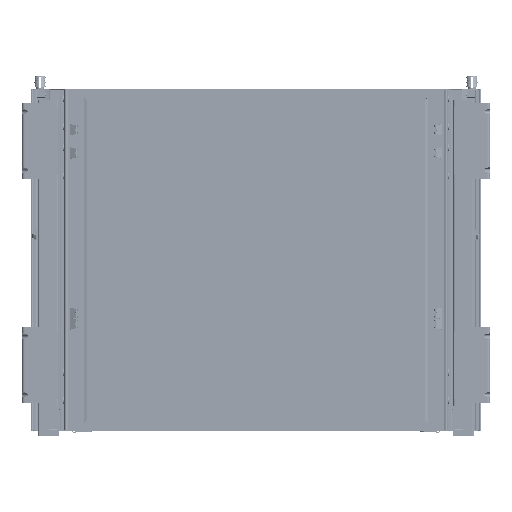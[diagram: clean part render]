
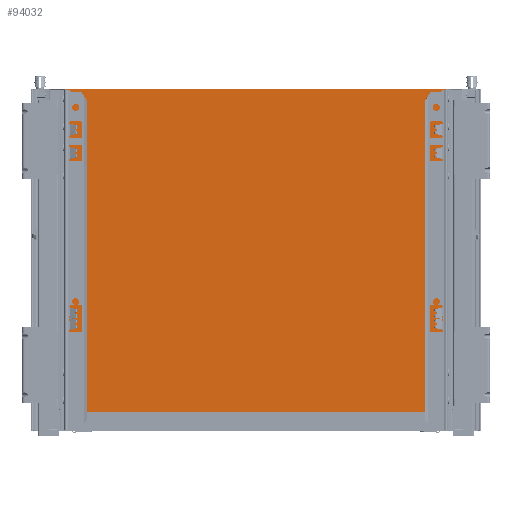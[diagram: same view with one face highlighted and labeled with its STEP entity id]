
A CAD part, front view. The second image highlights one B-rep face of the part: STEP entity #94032.
In plain terms, the highlighted face is planar.
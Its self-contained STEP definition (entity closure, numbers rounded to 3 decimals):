
#4752=PLANE('',#102700);
#9172=FACE_OUTER_BOUND('',#14599,.T.);
#14599=EDGE_LOOP('',(#79637,#79638,#79639,#79640));
#22731=LINE('',#176300,#31969);
#22735=LINE('',#176308,#31973);
#22738=LINE('',#176314,#31976);
#22741=LINE('',#176319,#31979);
#31969=VECTOR('',#124177,10.);
#31973=VECTOR('',#124183,10.);
#31976=VECTOR('',#124188,10.);
#31979=VECTOR('',#124193,10.);
#43962=VERTEX_POINT('',#176298);
#43963=VERTEX_POINT('',#176299);
#43966=VERTEX_POINT('',#176307);
#43968=VERTEX_POINT('',#176313);
#56238=EDGE_CURVE('',#43962,#43963,#22731,.T.);
#56242=EDGE_CURVE('',#43966,#43962,#22735,.T.);
#56245=EDGE_CURVE('',#43968,#43966,#22738,.T.);
#56248=EDGE_CURVE('',#43963,#43968,#22741,.T.);
#79637=ORIENTED_EDGE('',*,*,#56248,.F.);
#79638=ORIENTED_EDGE('',*,*,#56238,.F.);
#79639=ORIENTED_EDGE('',*,*,#56242,.F.);
#79640=ORIENTED_EDGE('',*,*,#56245,.F.);
#94032=ADVANCED_FACE('',(#9172),#4752,.F.);
#102700=AXIS2_PLACEMENT_3D('',#176322,#124197,#124198);
#124177=DIRECTION('',(-1.,0.,0.));
#124183=DIRECTION('',(0.,1.,0.));
#124188=DIRECTION('',(1.,0.,0.));
#124193=DIRECTION('',(0.,-1.,0.));
#124197=DIRECTION('center_axis',(0.,0.,1.));
#124198=DIRECTION('ref_axis',(1.,0.,0.));
#176298=CARTESIAN_POINT('',(162.5,0.,0.));
#176299=CARTESIAN_POINT('',(-162.5,0.,0.));
#176300=CARTESIAN_POINT('',(162.5,0.,0.));
#176307=CARTESIAN_POINT('',(162.5,-276.,0.));
#176308=CARTESIAN_POINT('',(162.5,-276.,0.));
#176313=CARTESIAN_POINT('',(-162.5,-276.,0.));
#176314=CARTESIAN_POINT('',(-162.5,-276.,0.));
#176319=CARTESIAN_POINT('',(-162.5,0.,0.));
#176322=CARTESIAN_POINT('Origin',(0.,-138.,0.));
